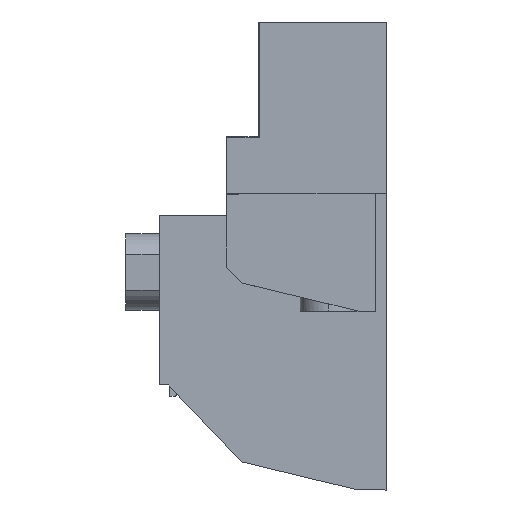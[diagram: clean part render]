
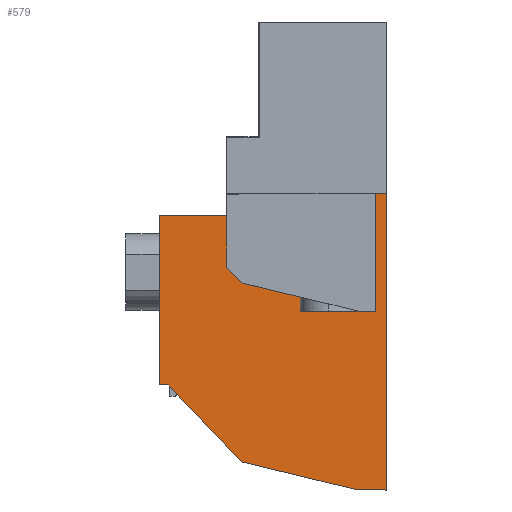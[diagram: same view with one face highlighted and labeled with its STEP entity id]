
A CAD part, left-side view. The second image highlights one B-rep face of the part: STEP entity #579.
In plain terms, the highlighted planar face has unit normal (-1, 0, 0).
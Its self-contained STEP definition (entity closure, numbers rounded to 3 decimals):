
#510=AXIS2_PLACEMENT_3D('Plane Axis2P3D',#507,#508,#509) ;
#180=CARTESIAN_POINT('Vertex',(7.62,0.,0.)) ;
#183=CARTESIAN_POINT('Line Origine',(7.62,1.25,0.)) ;
#187=CARTESIAN_POINT('Vertex',(7.62,2.5,0.)) ;
#284=CARTESIAN_POINT('Line Origine',(7.62,7.675,1.25)) ;
#288=CARTESIAN_POINT('Vertex',(7.62,12.85,2.5)) ;
#447=CARTESIAN_POINT('Vertex',(7.62,0.,27.93)) ;
#450=CARTESIAN_POINT('Line Origine',(7.62,0.,13.965)) ;
#507=CARTESIAN_POINT('Axis2P3D Location',(7.62,0.,41.45)) ;
#512=CARTESIAN_POINT('Line Origine',(7.62,5.625,27.93)) ;
#516=CARTESIAN_POINT('Vertex',(7.62,11.25,27.93)) ;
#519=CARTESIAN_POINT('Line Origine',(7.62,11.25,34.69)) ;
#523=CARTESIAN_POINT('Vertex',(7.62,11.25,41.45)) ;
#526=CARTESIAN_POINT('Line Origine',(7.62,11.275,41.45)) ;
#530=CARTESIAN_POINT('Vertex',(7.62,11.3,41.45)) ;
#533=CARTESIAN_POINT('Line Origine',(7.62,11.3,32.875)) ;
#537=CARTESIAN_POINT('Vertex',(7.62,11.3,24.3)) ;
#540=CARTESIAN_POINT('Line Origine',(7.62,15.7,24.3)) ;
#544=CARTESIAN_POINT('Vertex',(7.62,20.1,24.3)) ;
#547=CARTESIAN_POINT('Line Origine',(7.62,20.1,16.8)) ;
#551=CARTESIAN_POINT('Vertex',(7.62,20.1,9.3)) ;
#554=CARTESIAN_POINT('Line Origine',(7.62,19.7,9.3)) ;
#558=CARTESIAN_POINT('Vertex',(7.62,19.3,9.3)) ;
#561=CARTESIAN_POINT('Line Origine',(7.62,16.075,5.9)) ;
#184=DIRECTION('Vector Direction',(0.,-1.,0.)) ;
#285=DIRECTION('Vector Direction',(0.,-0.972,-0.235)) ;
#451=DIRECTION('Vector Direction',(0.,0.,-1.)) ;
#508=DIRECTION('Axis2P3D Direction',(1.,0.,0.)) ;
#509=DIRECTION('Axis2P3D XDirection',(0.,0.,-1.)) ;
#513=DIRECTION('Vector Direction',(0.,-1.,0.)) ;
#520=DIRECTION('Vector Direction',(0.,0.,-1.)) ;
#527=DIRECTION('Vector Direction',(0.,-1.,0.)) ;
#534=DIRECTION('Vector Direction',(0.,0.,-1.)) ;
#541=DIRECTION('Vector Direction',(0.,-1.,0.)) ;
#548=DIRECTION('Vector Direction',(0.,0.,-1.)) ;
#555=DIRECTION('Vector Direction',(0.,-1.,0.)) ;
#562=DIRECTION('Vector Direction',(0.,-0.688,-0.726)) ;
#185=VECTOR('Line Direction',#184,1.) ;
#286=VECTOR('Line Direction',#285,1.) ;
#452=VECTOR('Line Direction',#451,1.) ;
#514=VECTOR('Line Direction',#513,1.) ;
#521=VECTOR('Line Direction',#520,1.) ;
#528=VECTOR('Line Direction',#527,1.) ;
#535=VECTOR('Line Direction',#534,1.) ;
#542=VECTOR('Line Direction',#541,1.) ;
#549=VECTOR('Line Direction',#548,1.) ;
#556=VECTOR('Line Direction',#555,1.) ;
#563=VECTOR('Line Direction',#562,1.) ;
#567=ORIENTED_EDGE('',*,*,#518,.F.) ;
#568=ORIENTED_EDGE('',*,*,#525,.F.) ;
#569=ORIENTED_EDGE('',*,*,#532,.F.) ;
#570=ORIENTED_EDGE('',*,*,#539,.T.) ;
#571=ORIENTED_EDGE('',*,*,#546,.F.) ;
#572=ORIENTED_EDGE('',*,*,#553,.F.) ;
#573=ORIENTED_EDGE('',*,*,#560,.F.) ;
#574=ORIENTED_EDGE('',*,*,#565,.F.) ;
#575=ORIENTED_EDGE('',*,*,#290,.F.) ;
#576=ORIENTED_EDGE('',*,*,#189,.F.) ;
#577=ORIENTED_EDGE('',*,*,#454,.F.) ;
#579=ADVANCED_FACE('HOUSING.1',(#578),#511,.F.) ;
#189=EDGE_CURVE('',#181,#188,#186,.F.) ;
#290=EDGE_CURVE('',#188,#289,#287,.F.) ;
#454=EDGE_CURVE('',#448,#181,#453,.T.) ;
#518=EDGE_CURVE('',#517,#448,#515,.T.) ;
#525=EDGE_CURVE('',#524,#517,#522,.T.) ;
#532=EDGE_CURVE('',#531,#524,#529,.T.) ;
#539=EDGE_CURVE('',#531,#538,#536,.T.) ;
#546=EDGE_CURVE('',#545,#538,#543,.T.) ;
#553=EDGE_CURVE('',#552,#545,#550,.F.) ;
#560=EDGE_CURVE('',#559,#552,#557,.F.) ;
#565=EDGE_CURVE('',#289,#559,#564,.F.) ;
#566=EDGE_LOOP('',(#567,#568,#569,#570,#571,#572,#573,#574,#575,#576,#577)) ;
#578=FACE_OUTER_BOUND('',#566,.T.) ;
#186=LINE('Line',#183,#185) ;
#287=LINE('Line',#284,#286) ;
#453=LINE('Line',#450,#452) ;
#515=LINE('Line',#512,#514) ;
#522=LINE('Line',#519,#521) ;
#529=LINE('Line',#526,#528) ;
#536=LINE('Line',#533,#535) ;
#543=LINE('Line',#540,#542) ;
#550=LINE('Line',#547,#549) ;
#557=LINE('Line',#554,#556) ;
#564=LINE('Line',#561,#563) ;
#511=PLANE('',#510) ;
#181=VERTEX_POINT('',#180) ;
#188=VERTEX_POINT('',#187) ;
#289=VERTEX_POINT('',#288) ;
#448=VERTEX_POINT('',#447) ;
#517=VERTEX_POINT('',#516) ;
#524=VERTEX_POINT('',#523) ;
#531=VERTEX_POINT('',#530) ;
#538=VERTEX_POINT('',#537) ;
#545=VERTEX_POINT('',#544) ;
#552=VERTEX_POINT('',#551) ;
#559=VERTEX_POINT('',#558) ;
